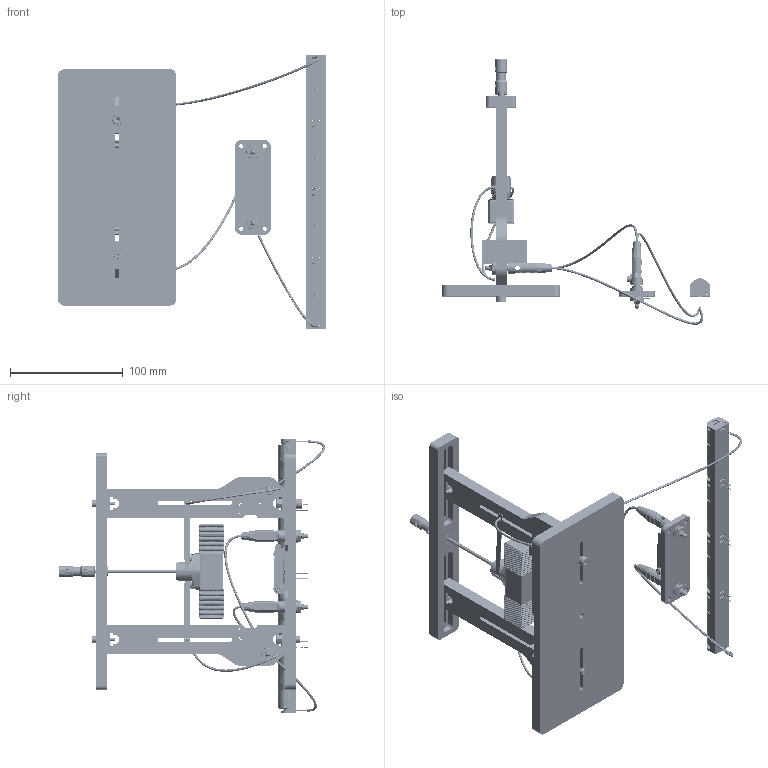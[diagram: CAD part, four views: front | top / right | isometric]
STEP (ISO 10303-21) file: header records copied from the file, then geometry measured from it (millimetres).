
FILE_DESCRIPTION(('FreeCAD Model'),'2;1');
FILE_NAME('Open CASCADE Shape Model','2025-04-28T08:06:40',('FreeCAD'),( 'FreeCAD'),'Open CASCADE STEP processor 7.6','FreeCAD','Unknown');
FILE_SCHEMA(('AUTOMOTIVE_DESIGN { 1 0 10303 214 1 1 1 1 }'));
Products named in the file (1): Open CASCADE STEP translator 7.6 1
Bounding box: 237.94 x 236.18 x 243.71 mm (x, y, z)
Volume: 491663.2 mm3; surface area: 212243.1 mm2
Topology: 168 solids, 168 shells, 9362 faces, 24777 edges, 15847 vertices
Faces by surface type: bspline 9362
Entity records: 406022 total; most frequent: CARTESIAN_POINT 260472, ORIENTED_EDGE 49430, EDGE_CURVE 24715, B_SPLINE_CURVE_WITH_KNOTS 19769, VERTEX_POINT 15847, FACE_BOUND 9978, EDGE_LOOP 9978, ADVANCED_FACE 9362
